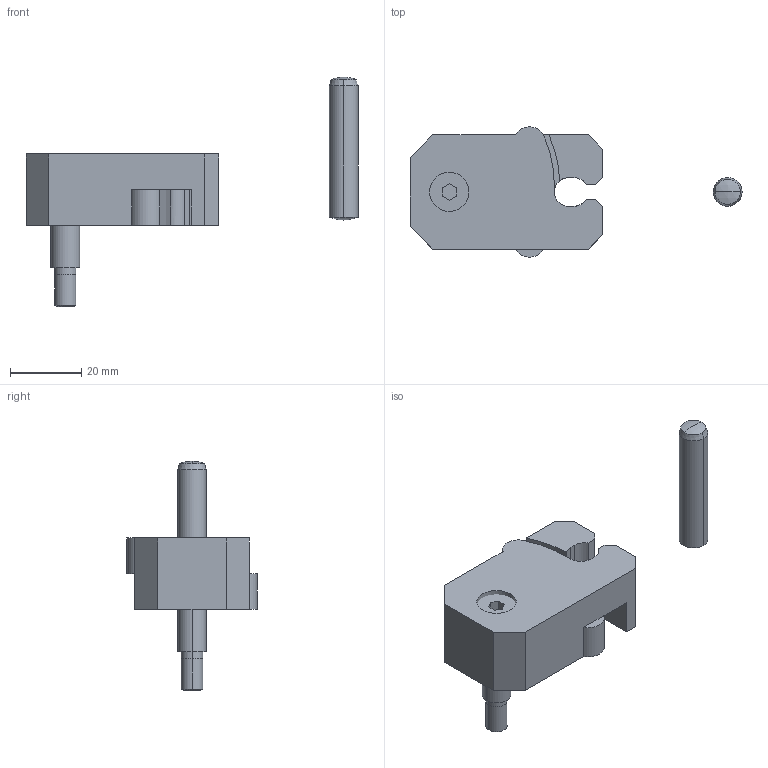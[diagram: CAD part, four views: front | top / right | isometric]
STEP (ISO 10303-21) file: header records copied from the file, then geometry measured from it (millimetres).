
FILE_DESCRIPTION (( 'STEP AP214' ), '1' );
FILE_NAME ('BruyRubio_PPSM__0002.STEP', '2019-12-19T15:21:49', ( '' ), ( '' ), 'SwSTEP 2.0', 'SolidWorks 2017', '' );
FILE_SCHEMA (( 'AUTOMOTIVE_DESIGN' ));
Length unit declared in the file: millimetre
Products named in the file (5): TPM 6 X 25_b2ba1c; PAS 8 X 40_566dee; PPSM_0002_8e5ea4; PPSM_0002_23058a; BruyRubio_PPSM__0002
Assembly tree (4 placements, depth 2):
  BruyRubio_PPSM__0002
    PPSM_0002_23058a
    PPSM_0002_8e5ea4
    PAS 8 X 40_566dee
    TPM 6 X 25_b2ba1c
Bounding box: 93 x 36.51 x 64.3 mm (x, y, z)
Volume: 33133 mm3; surface area: 11660.2 mm2
Topology: 5 solids, 5 shells, 78 faces, 187 edges, 123 vertices
Faces by surface type: plane 41, cylinder 29, sphere 4, cone 4
Entity records: 3354 total; most frequent: DIRECTION 427, CARTESIAN_POINT 395, ORIENTED_EDGE 374, EDGE_CURVE 187, AXIS2_PLACEMENT_3D 155, VERTEX_POINT 123, LINE 117, VECTOR 117
